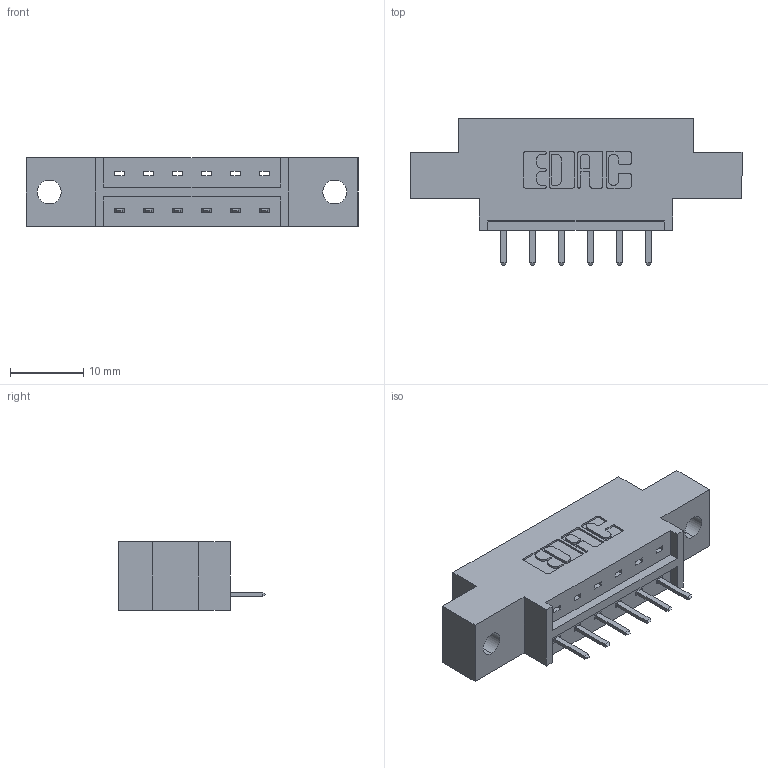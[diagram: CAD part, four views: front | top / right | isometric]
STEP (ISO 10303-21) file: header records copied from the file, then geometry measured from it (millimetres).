
FILE_DESCRIPTION (( 'STEP AP203' ), '1' );
FILE_NAME ('333-006-520-602.STEP', '2018-07-31T21:09:24', ( '' ), ( '' ), 'SwSTEP 2.0', 'SolidWorks 2016', '' );
FILE_SCHEMA (( 'CONFIG_CONTROL_DESIGN' ));
Length unit declared in the file: inch
Products named in the file (3): 333 Part_Offset - .128 Dia; 345-292-001_345-293-120; 333-006-520-602
Assembly tree (7 placements, depth 2):
  333-006-520-602
    333 Part_Offset - .128 Dia
    345-292-001_345-293-120  x6
Bounding box: 45.31 x 20.02 x 9.4 mm (x, y, z)
Volume: 3968.5 mm3; surface area: 3923.4 mm2
Topology: 7 solids, 7 shells, 490 faces, 1427 edges, 934 vertices
Faces by surface type: plane 338, cylinder 152
Entity records: 8573 total; most frequent: CARTESIAN_POINT 1504, ORIENTED_EDGE 1434, DIRECTION 1329, EDGE_CURVE 717, VECTOR 585, LINE 585, VERTEX_POINT 474, AXIS2_PLACEMENT_3D 372
